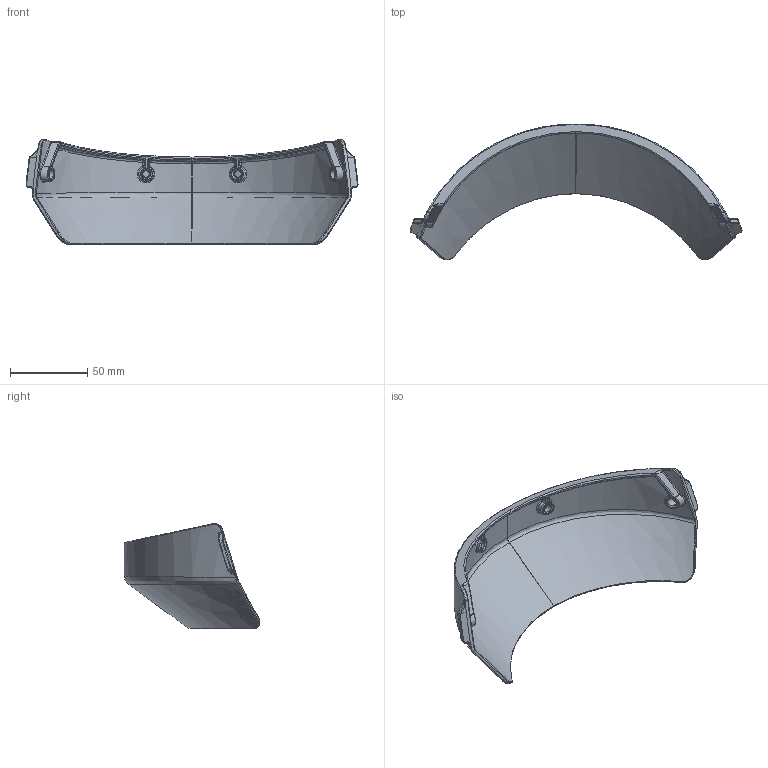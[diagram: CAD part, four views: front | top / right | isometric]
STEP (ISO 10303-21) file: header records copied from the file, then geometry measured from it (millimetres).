
FILE_DESCRIPTION (( 'STEP AP214' ), '1' );
FILE_NAME ('M4C Visor Shield Rev F.1.STEP', '2020-04-24T02:11:47', ( '' ), ( '' ), 'SwSTEP 2.0', 'SolidWorks 2020', '' );
FILE_SCHEMA (( 'AUTOMOTIVE_DESIGN' ));
Length unit declared in the file: millimetre
Products named in the file (1): M4C Visor Shield Rev F.1
Bounding box: 214.62 x 87.65 x 67.77 mm (x, y, z)
Volume: 51410.6 mm3; surface area: 41807.2 mm2
Topology: 1 solids, 1 shells, 513 faces, 1238 edges, 723 vertices
Faces by surface type: bspline 345, cylinder 81, sphere 48, plane 39
Entity records: 29381 total; most frequent: CARTESIAN_POINT 20219, ORIENTED_EDGE 2432, EDGE_CURVE 1216, DIRECTION 1187, VERTEX_POINT 713, B_SPLINE_CURVE_WITH_KNOTS 649, AXIS2_PLACEMENT_3D 525, EDGE_LOOP 521
